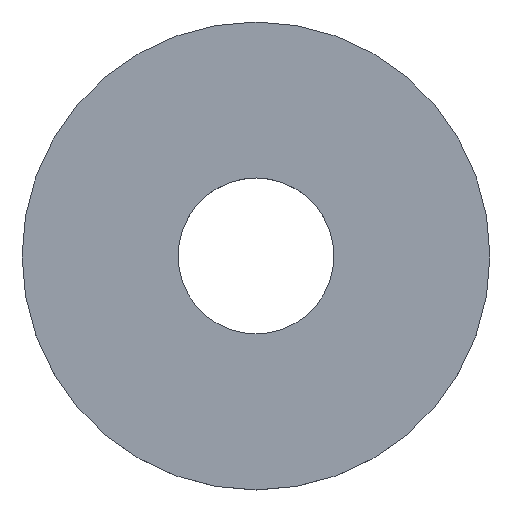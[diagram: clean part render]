
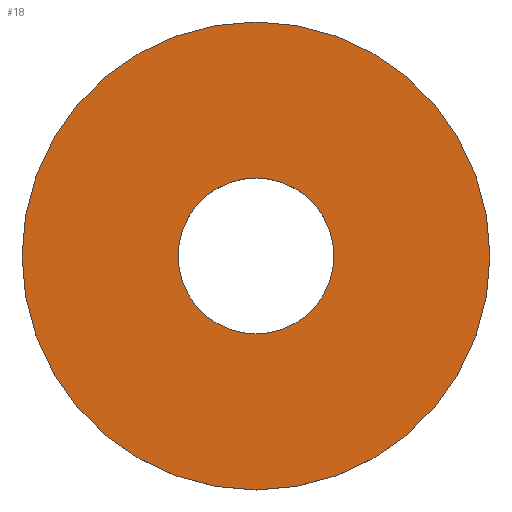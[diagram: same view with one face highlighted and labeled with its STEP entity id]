
A CAD part, top view. The second image highlights one B-rep face of the part: STEP entity #18.
In plain terms, the highlighted planar face has unit normal (0, 0, 1).
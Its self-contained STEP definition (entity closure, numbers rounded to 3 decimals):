
#5 = CARTESIAN_POINT ( 'NONE',  ( 0., 7.5, 0.9 ) ) ;
#7 = DIRECTION ( 'NONE',  ( 0., 0., 1. ) ) ;
#18 = ADVANCED_FACE ( 'NONE', ( #156, #93 ), #56, .T. ) ;
#35 = CIRCLE ( 'NONE', #101, 2.5 ) ;
#36 = DIRECTION ( 'NONE',  ( 0., 1., 0. ) ) ;
#42 = ORIENTED_EDGE ( 'NONE', *, *, #144, .T. ) ;
#55 = CIRCLE ( 'NONE', #122, 7.5 ) ;
#56 = PLANE ( 'NONE',  #135 ) ;
#58 = DIRECTION ( 'NONE',  ( 0., 1., 0. ) ) ;
#62 = EDGE_CURVE ( 'NONE', #126, #126, #55, .T. ) ;
#68 = CARTESIAN_POINT ( 'NONE',  ( 0., 2.5, 0.9 ) ) ;
#69 = DIRECTION ( 'NONE',  ( 0., 0., -1. ) ) ;
#73 = VERTEX_POINT ( 'NONE', #163 ) ;
#79 = ORIENTED_EDGE ( 'NONE', *, *, #62, .F. ) ;
#93 = FACE_OUTER_BOUND ( 'NONE', #133, .T. ) ;
#101 = AXIS2_PLACEMENT_3D ( 'NONE', #140, #69, #58 ) ;
#106 = DIRECTION ( 'NONE',  ( 0., -1., 0. ) ) ;
#112 = EDGE_LOOP ( 'NONE', ( #42 ) ) ;
#116 = CARTESIAN_POINT ( 'NONE',  ( 0., 0., 0.9 ) ) ;
#122 = AXIS2_PLACEMENT_3D ( 'NONE', #116, #138, #36 ) ;
#126 = VERTEX_POINT ( 'NONE', #5 ) ;
#133 = EDGE_LOOP ( 'NONE', ( #79 ) ) ;
#135 = AXIS2_PLACEMENT_3D ( 'NONE', #68, #7, #106 ) ;
#138 = DIRECTION ( 'NONE',  ( 0., 0., -1. ) ) ;
#140 = CARTESIAN_POINT ( 'NONE',  ( 0., 0., 0.9 ) ) ;
#144 = EDGE_CURVE ( 'NONE', #73, #73, #35, .T. ) ;
#156 = FACE_BOUND ( 'NONE', #112, .T. ) ;
#163 = CARTESIAN_POINT ( 'NONE',  ( 0., 2.5, 0.9 ) ) ;
